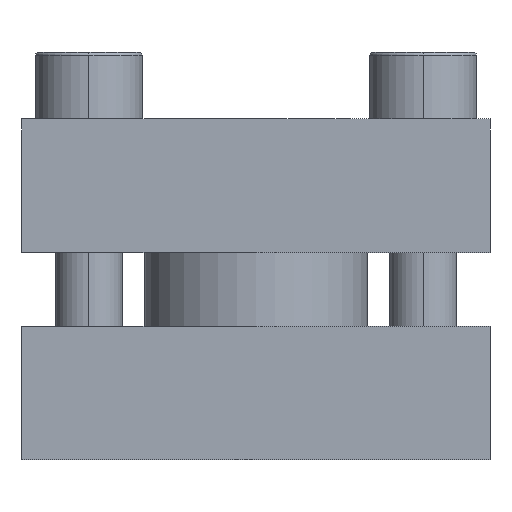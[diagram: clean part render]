
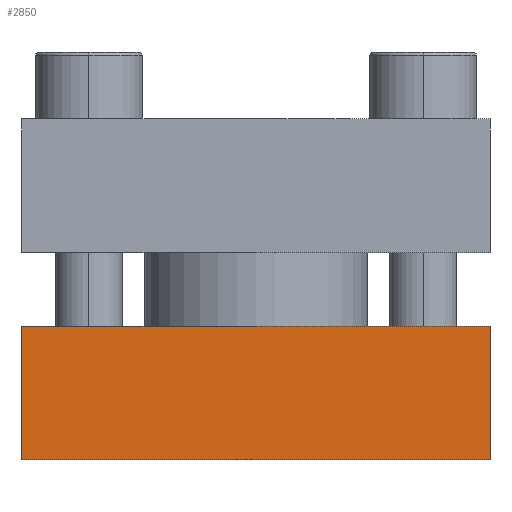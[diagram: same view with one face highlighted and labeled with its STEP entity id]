
A CAD part, front view. The second image highlights one B-rep face of the part: STEP entity #2850.
In plain terms, the highlighted face is planar.
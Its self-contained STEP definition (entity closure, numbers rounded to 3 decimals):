
#521 = DIRECTION ( 'NONE',  ( 0., 0., -1. ) ) ;
#1366 = PLANE ( 'NONE',  #8176 ) ;
#1623 = EDGE_CURVE ( 'NONE', #5453, #6637, #6638, .T. ) ;
#1951 = EDGE_LOOP ( 'NONE', ( #2090, #2586, #6443, #8259 ) ) ;
#2090 = ORIENTED_EDGE ( 'NONE', *, *, #1623, .T. ) ;
#2514 = CARTESIAN_POINT ( 'NONE',  ( 370., 20., 35. ) ) ;
#2523 = CARTESIAN_POINT ( 'NONE',  ( 370., 0., 35. ) ) ;
#2586 = ORIENTED_EDGE ( 'NONE', *, *, #3051, .F. ) ;
#2850 = ADVANCED_FACE ( 'NONE', ( #8577 ), #1366, .F. ) ;
#3051 = EDGE_CURVE ( 'NONE', #6234, #6637, #6231, .T. ) ;
#3061 = LINE ( 'NONE', #10312, #7639 ) ;
#3788 = CARTESIAN_POINT ( 'NONE',  ( 370., 20., 35. ) ) ;
#4458 = DIRECTION ( 'NONE',  ( -1., 0., 0. ) ) ;
#4527 = LINE ( 'NONE', #7718, #8288 ) ;
#4654 = EDGE_CURVE ( 'NONE', #10007, #6234, #4527, .T. ) ;
#4868 = CARTESIAN_POINT ( 'NONE',  ( 370., 20., -35. ) ) ;
#4965 = DIRECTION ( 'NONE',  ( 0., 0., -1. ) ) ;
#5076 = EDGE_CURVE ( 'NONE', #10007, #5453, #3061, .T. ) ;
#5453 = VERTEX_POINT ( 'NONE', #2523 ) ;
#6174 = DIRECTION ( 'NONE',  ( 0., 0., 1. ) ) ;
#6179 = DIRECTION ( 'NONE',  ( 0., -1., 0. ) ) ;
#6231 = LINE ( 'NONE', #9534, #9517 ) ;
#6234 = VERTEX_POINT ( 'NONE', #4868 ) ;
#6443 = ORIENTED_EDGE ( 'NONE', *, *, #4654, .F. ) ;
#6637 = VERTEX_POINT ( 'NONE', #8394 ) ;
#6638 = LINE ( 'NONE', #8306, #9689 ) ;
#7639 = VECTOR ( 'NONE', #6179, 1000. ) ;
#7718 = CARTESIAN_POINT ( 'NONE',  ( 370., 20., 35. ) ) ;
#8176 = AXIS2_PLACEMENT_3D ( 'NONE', #3788, #4458, #6174 ) ;
#8259 = ORIENTED_EDGE ( 'NONE', *, *, #5076, .T. ) ;
#8288 = VECTOR ( 'NONE', #521, 1000. ) ;
#8306 = CARTESIAN_POINT ( 'NONE',  ( 370., 0., 35. ) ) ;
#8394 = CARTESIAN_POINT ( 'NONE',  ( 370., 0., -35. ) ) ;
#8577 = FACE_OUTER_BOUND ( 'NONE', #1951, .T. ) ;
#8844 = DIRECTION ( 'NONE',  ( 0., -1., 0. ) ) ;
#9517 = VECTOR ( 'NONE', #8844, 1000. ) ;
#9534 = CARTESIAN_POINT ( 'NONE',  ( 370., 20., -35. ) ) ;
#9689 = VECTOR ( 'NONE', #4965, 1000. ) ;
#10007 = VERTEX_POINT ( 'NONE', #2514 ) ;
#10312 = CARTESIAN_POINT ( 'NONE',  ( 370., 20., 35. ) ) ;
